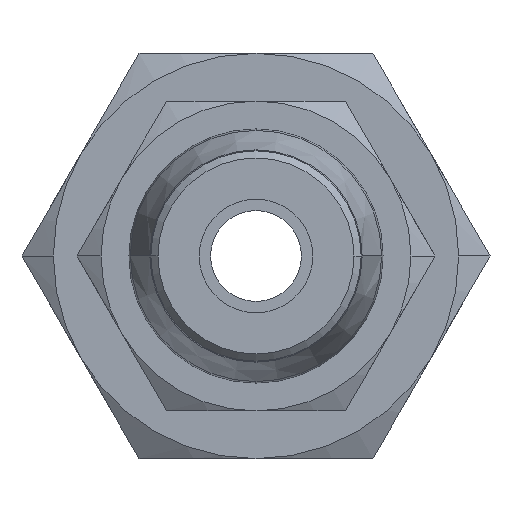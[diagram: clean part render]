
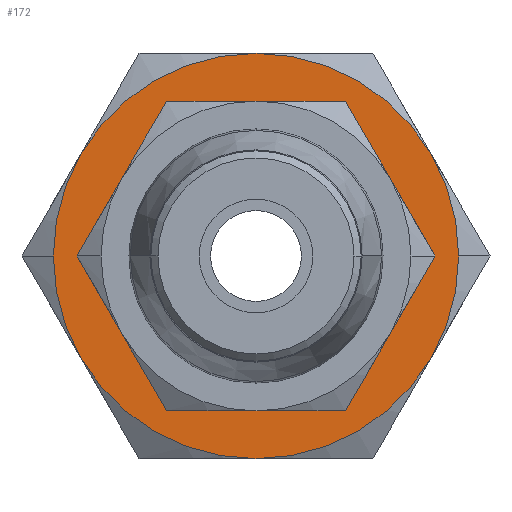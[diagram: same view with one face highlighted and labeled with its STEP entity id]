
A CAD part, left-side view. The second image highlights one B-rep face of the part: STEP entity #172.
In plain terms, the highlighted planar face has unit normal (-1, 0, 0).
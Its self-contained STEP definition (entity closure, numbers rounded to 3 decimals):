
#172=ADVANCED_FACE('',(#405,#406),#407,.T.);
#405=FACE_OUTER_BOUND('',#645,.T.);
#406=FACE_BOUND('',#646,.T.);
#407=PLANE('',#647);
#645=EDGE_LOOP('',(#1455,#1456,#1457,#1458,#1459,#1460,#1461,#1462));
#646=EDGE_LOOP('',(#1463,#1464));
#647=AXIS2_PLACEMENT_3D('',#1465,#1466,#1467);
#1455=ORIENTED_EDGE('',*,*,#1755,.F.);
#1456=ORIENTED_EDGE('',*,*,#1741,.F.);
#1457=ORIENTED_EDGE('',*,*,#1744,.F.);
#1458=ORIENTED_EDGE('',*,*,#1746,.F.);
#1459=ORIENTED_EDGE('',*,*,#1739,.F.);
#1460=ORIENTED_EDGE('',*,*,#1750,.F.);
#1461=ORIENTED_EDGE('',*,*,#1753,.F.);
#1462=ORIENTED_EDGE('',*,*,#1735,.F.);
#1463=ORIENTED_EDGE('',*,*,#1775,.T.);
#1464=ORIENTED_EDGE('',*,*,#1719,.T.);
#1465=CARTESIAN_POINT('',(-16.486,-7.25,0.0));
#1466=DIRECTION('',(-1.0,0.,-0.0));
#1467=DIRECTION('',(0.,1.0,0.0));
#1719=EDGE_CURVE('',#2103,#2100,#2104,.T.);
#1735=EDGE_CURVE('',#2130,#2133,#2134,.T.);
#1739=EDGE_CURVE('',#2139,#2137,#2141,.T.);
#1741=EDGE_CURVE('',#2143,#2145,#2146,.T.);
#1744=EDGE_CURVE('',#2149,#2143,#2151,.T.);
#1746=EDGE_CURVE('',#2137,#2149,#2153,.T.);
#1750=EDGE_CURVE('',#2157,#2139,#2159,.T.);
#1753=EDGE_CURVE('',#2133,#2157,#2163,.T.);
#1755=EDGE_CURVE('',#2145,#2130,#2165,.T.);
#1775=EDGE_CURVE('',#2100,#2103,#2193,.T.);
#2100=VERTEX_POINT('',#2712);
#2103=VERTEX_POINT('',#2716);
#2104=CIRCLE('',#2717,6.0);
#2130=VERTEX_POINT('',#2772);
#2133=VERTEX_POINT('',#2776);
#2134=CIRCLE('',#2777,8.5);
#2137=VERTEX_POINT('',#2791);
#2139=VERTEX_POINT('',#2794);
#2141=CIRCLE('',#2807,8.5);
#2143=VERTEX_POINT('',#2809);
#2145=VERTEX_POINT('',#2822);
#2146=CIRCLE('',#2823,8.5);
#2149=VERTEX_POINT('',#2837);
#2151=CIRCLE('',#2850,8.5);
#2153=CIRCLE('',#2863,8.5);
#2157=VERTEX_POINT('',#2889);
#2159=CIRCLE('',#2902,8.5);
#2163=CIRCLE('',#2928,8.5);
#2165=CIRCLE('',#2941,8.5);
#2193=CIRCLE('',#3079,6.0);
#2712=CARTESIAN_POINT('',(-16.486,-6.0,0.0));
#2716=CARTESIAN_POINT('',(-16.486,6.0,0.));
#2717=AXIS2_PLACEMENT_3D('',#3521,#3522,#3523);
#2772=CARTESIAN_POINT('',(-16.486,-8.5,0.));
#2776=CARTESIAN_POINT('',(-16.486,-7.361,-4.25));
#2777=AXIS2_PLACEMENT_3D('',#3547,#3548,#3549);
#2791=CARTESIAN_POINT('',(-16.486,8.5,0.));
#2794=CARTESIAN_POINT('',(-16.486,7.361,-4.25));
#2807=AXIS2_PLACEMENT_3D('',#3551,#3552,#3553);
#2809=CARTESIAN_POINT('',(-16.486,0.,8.5));
#2822=CARTESIAN_POINT('',(-16.486,-7.361,4.25));
#2823=AXIS2_PLACEMENT_3D('',#3554,#3555,#3556);
#2837=CARTESIAN_POINT('',(-16.486,7.361,4.25));
#2850=AXIS2_PLACEMENT_3D('',#3557,#3558,#3559);
#2863=AXIS2_PLACEMENT_3D('',#3560,#3561,#3562);
#2889=CARTESIAN_POINT('',(-16.486,0.0,-8.5));
#2902=AXIS2_PLACEMENT_3D('',#3563,#3564,#3565);
#2928=AXIS2_PLACEMENT_3D('',#3566,#3567,#3568);
#2941=AXIS2_PLACEMENT_3D('',#3569,#3570,#3571);
#3079=AXIS2_PLACEMENT_3D('',#3599,#3600,#3601);
#3521=CARTESIAN_POINT('',(-16.486,0.0,0.0));
#3522=DIRECTION('',(1.0,0.,0.0));
#3523=DIRECTION('',(0.,-1.0,0.0));
#3547=CARTESIAN_POINT('',(-16.486,0.0,0.0));
#3548=DIRECTION('',(1.0,0.,0.0));
#3549=DIRECTION('',(0.,-1.0,0.0));
#3551=CARTESIAN_POINT('',(-16.486,0.0,0.0));
#3552=DIRECTION('',(1.0,0.,0.0));
#3553=DIRECTION('',(0.,-1.0,0.0));
#3554=CARTESIAN_POINT('',(-16.486,0.0,0.0));
#3555=DIRECTION('',(1.0,0.,0.0));
#3556=DIRECTION('',(0.,-1.0,0.0));
#3557=CARTESIAN_POINT('',(-16.486,0.0,0.0));
#3558=DIRECTION('',(1.0,0.,0.0));
#3559=DIRECTION('',(0.,-1.0,0.0));
#3560=CARTESIAN_POINT('',(-16.486,0.0,0.0));
#3561=DIRECTION('',(1.0,0.,0.0));
#3562=DIRECTION('',(0.,-1.0,0.0));
#3563=CARTESIAN_POINT('',(-16.486,0.0,0.0));
#3564=DIRECTION('',(1.0,0.,0.0));
#3565=DIRECTION('',(0.,-1.0,0.0));
#3566=CARTESIAN_POINT('',(-16.486,0.0,0.0));
#3567=DIRECTION('',(1.0,0.,0.0));
#3568=DIRECTION('',(0.,-1.0,0.0));
#3569=CARTESIAN_POINT('',(-16.486,0.0,0.0));
#3570=DIRECTION('',(1.0,0.,0.0));
#3571=DIRECTION('',(0.,-1.0,0.0));
#3599=CARTESIAN_POINT('',(-16.486,0.0,0.0));
#3600=DIRECTION('',(1.0,0.,0.0));
#3601=DIRECTION('',(0.,-1.0,0.0));
